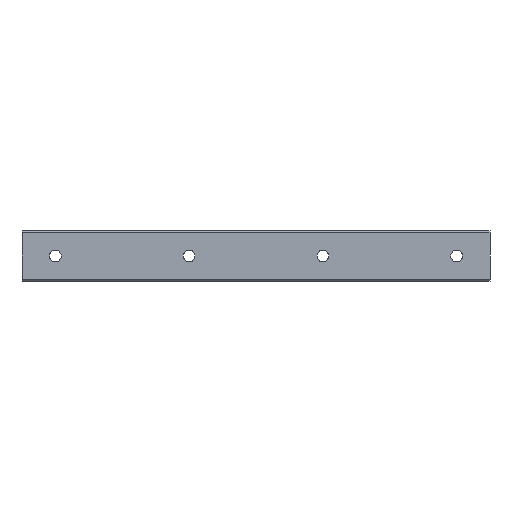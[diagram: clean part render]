
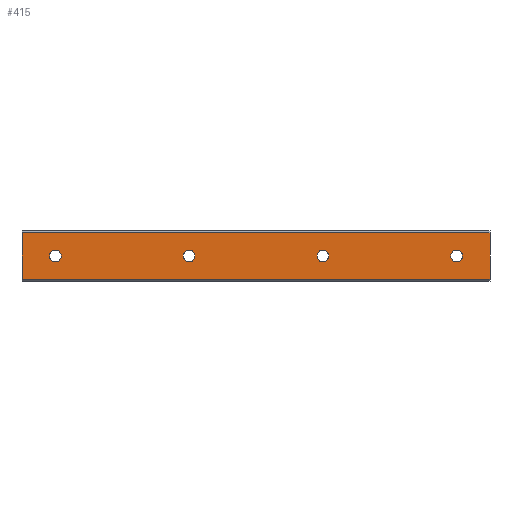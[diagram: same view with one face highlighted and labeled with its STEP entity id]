
A CAD part, front view. The second image highlights one B-rep face of the part: STEP entity #415.
In plain terms, the highlighted planar face has unit normal (0, -1, 0).
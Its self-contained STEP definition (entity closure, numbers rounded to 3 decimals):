
#18 = FACE_BOUND ( 'NONE', #319, .T. ) ;
#24 = CARTESIAN_POINT ( 'NONE',  ( 80., 0., -1.75 ) ) ;
#30 = CARTESIAN_POINT ( 'NONE',  ( 130., 0., 7. ) ) ;
#71 = VERTEX_POINT ( 'NONE', #786 ) ;
#76 = DIRECTION ( 'NONE',  ( 0., -1., 0. ) ) ;
#91 = DIRECTION ( 'NONE',  ( 0., -1., 0. ) ) ;
#110 = VERTEX_POINT ( 'NONE', #24 ) ;
#130 = FACE_OUTER_BOUND ( 'NONE', #1130, .T. ) ;
#135 = DIRECTION ( 'NONE',  ( 0., 0., 1. ) ) ;
#150 = DIRECTION ( 'NONE',  ( 0., 1., 0. ) ) ;
#151 = DIRECTION ( 'NONE',  ( 0., -1., 0. ) ) ;
#153 = DIRECTION ( 'NONE',  ( 0., 0., 1. ) ) ;
#173 = VERTEX_POINT ( 'NONE', #680 ) ;
#174 = DIRECTION ( 'NONE',  ( 0., 0., 1. ) ) ;
#185 = CARTESIAN_POINT ( 'NONE',  ( 0., 0., 0. ) ) ;
#189 = EDGE_LOOP ( 'NONE', ( #217, #475 ) ) ;
#195 = DIRECTION ( 'NONE',  ( 0., -1., 0. ) ) ;
#203 = CARTESIAN_POINT ( 'NONE',  ( 80., 0., 0. ) ) ;
#204 = VERTEX_POINT ( 'NONE', #596 ) ;
#207 = ORIENTED_EDGE ( 'NONE', *, *, #317, .F. ) ;
#217 = ORIENTED_EDGE ( 'NONE', *, *, #416, .F. ) ;
#228 = EDGE_CURVE ( 'NONE', #110, #1247, #965, .T. ) ;
#246 = DIRECTION ( 'NONE',  ( 0., -1., 0. ) ) ;
#269 = CARTESIAN_POINT ( 'NONE',  ( 120., 0., -1.75 ) ) ;
#281 = AXIS2_PLACEMENT_3D ( 'NONE', #409, #76, #174 ) ;
#288 = AXIS2_PLACEMENT_3D ( 'NONE', #203, #91, #1096 ) ;
#304 = AXIS2_PLACEMENT_3D ( 'NONE', #30, #150, #595 ) ;
#312 = ORIENTED_EDGE ( 'NONE', *, *, #990, .F. ) ;
#317 = EDGE_CURVE ( 'NONE', #1247, #110, #469, .T. ) ;
#319 = EDGE_LOOP ( 'NONE', ( #207, #613 ) ) ;
#333 = ORIENTED_EDGE ( 'NONE', *, *, #1361, .F. ) ;
#345 = FACE_BOUND ( 'NONE', #189, .T. ) ;
#376 = VECTOR ( 'NONE', #405, 1000. ) ;
#405 = DIRECTION ( 'NONE',  ( 0., 0., -1. ) ) ;
#409 = CARTESIAN_POINT ( 'NONE',  ( 40., 0., 0. ) ) ;
#415 = ADVANCED_FACE ( 'NONE', ( #130, #345, #1012, #18, #684 ), #821, .F. ) ;
#416 = EDGE_CURVE ( 'NONE', #173, #71, #607, .T. ) ;
#424 = ORIENTED_EDGE ( 'NONE', *, *, #547, .F. ) ;
#428 = AXIS2_PLACEMENT_3D ( 'NONE', #1153, #151, #1046 ) ;
#435 = EDGE_LOOP ( 'NONE', ( #552, #505 ) ) ;
#456 = CARTESIAN_POINT ( 'NONE',  ( 130., 0., -7. ) ) ;
#468 = VERTEX_POINT ( 'NONE', #269 ) ;
#469 = CIRCLE ( 'NONE', #288, 1.75 ) ;
#475 = ORIENTED_EDGE ( 'NONE', *, *, #1405, .F. ) ;
#499 = DIRECTION ( 'NONE',  ( 0., -1., 0. ) ) ;
#502 = DIRECTION ( 'NONE',  ( -1., 0., 0. ) ) ;
#505 = ORIENTED_EDGE ( 'NONE', *, *, #1258, .F. ) ;
#517 = CIRCLE ( 'NONE', #816, 1.75 ) ;
#547 = EDGE_CURVE ( 'NONE', #204, #1055, #1255, .T. ) ;
#552 = ORIENTED_EDGE ( 'NONE', *, *, #877, .F. ) ;
#581 = AXIS2_PLACEMENT_3D ( 'NONE', #1269, #499, #153 ) ;
#584 = VERTEX_POINT ( 'NONE', #730 ) ;
#593 = CARTESIAN_POINT ( 'NONE',  ( -10., 0., 7. ) ) ;
#595 = DIRECTION ( 'NONE',  ( 0., 0., 1. ) ) ;
#596 = CARTESIAN_POINT ( 'NONE',  ( 40., 0., 1.75 ) ) ;
#602 = CARTESIAN_POINT ( 'NONE',  ( 130., 0., -7. ) ) ;
#606 = DIRECTION ( 'NONE',  ( 0., 0., 1. ) ) ;
#607 = CIRCLE ( 'NONE', #983, 1.75 ) ;
#608 = VERTEX_POINT ( 'NONE', #1385 ) ;
#613 = ORIENTED_EDGE ( 'NONE', *, *, #228, .F. ) ;
#616 = LINE ( 'NONE', #1069, #1349 ) ;
#620 = EDGE_CURVE ( 'NONE', #726, #1116, #1400, .T. ) ;
#680 = CARTESIAN_POINT ( 'NONE',  ( 0., 0., 1.75 ) ) ;
#684 = FACE_BOUND ( 'NONE', #1195, .T. ) ;
#712 = CARTESIAN_POINT ( 'NONE',  ( -10., 0., -7. ) ) ;
#726 = VERTEX_POINT ( 'NONE', #456 ) ;
#728 = DIRECTION ( 'NONE',  ( 0., -1., 0. ) ) ;
#730 = CARTESIAN_POINT ( 'NONE',  ( 120., 0., 1.75 ) ) ;
#739 = ORIENTED_EDGE ( 'NONE', *, *, #1211, .F. ) ;
#766 = CIRCLE ( 'NONE', #581, 1.75 ) ;
#786 = CARTESIAN_POINT ( 'NONE',  ( 0., 0., -1.75 ) ) ;
#801 = DIRECTION ( 'NONE',  ( 1., 0., 0. ) ) ;
#816 = AXIS2_PLACEMENT_3D ( 'NONE', #1390, #195, #1418 ) ;
#821 = PLANE ( 'NONE',  #304 ) ;
#842 = CIRCLE ( 'NONE', #912, 1.75 ) ;
#848 = CARTESIAN_POINT ( 'NONE',  ( -10., 0., 7. ) ) ;
#861 = CARTESIAN_POINT ( 'NONE',  ( 40., 0., 0. ) ) ;
#877 = EDGE_CURVE ( 'NONE', #584, #468, #766, .T. ) ;
#912 = AXIS2_PLACEMENT_3D ( 'NONE', #861, #728, #1186 ) ;
#965 = CIRCLE ( 'NONE', #428, 1.75 ) ;
#968 = LINE ( 'NONE', #1388, #376 ) ;
#983 = AXIS2_PLACEMENT_3D ( 'NONE', #1356, #246, #1139 ) ;
#990 = EDGE_CURVE ( 'NONE', #608, #726, #968, .T. ) ;
#1012 = FACE_BOUND ( 'NONE', #435, .T. ) ;
#1046 = DIRECTION ( 'NONE',  ( 0., 0., 1. ) ) ;
#1047 = VERTEX_POINT ( 'NONE', #848 ) ;
#1055 = VERTEX_POINT ( 'NONE', #1203 ) ;
#1069 = CARTESIAN_POINT ( 'NONE',  ( 130., 0., 7. ) ) ;
#1096 = DIRECTION ( 'NONE',  ( 0., 0., 1. ) ) ;
#1116 = VERTEX_POINT ( 'NONE', #712 ) ;
#1130 = EDGE_LOOP ( 'NONE', ( #1399, #312, #1322, #739 ) ) ;
#1139 = DIRECTION ( 'NONE',  ( 0., 0., 1. ) ) ;
#1146 = LINE ( 'NONE', #593, #1259 ) ;
#1153 = CARTESIAN_POINT ( 'NONE',  ( 80., 0., 0. ) ) ;
#1186 = DIRECTION ( 'NONE',  ( 0., 0., 1. ) ) ;
#1195 = EDGE_LOOP ( 'NONE', ( #424, #333 ) ) ;
#1196 = EDGE_CURVE ( 'NONE', #1047, #608, #616, .T. ) ;
#1200 = AXIS2_PLACEMENT_3D ( 'NONE', #185, #1238, #135 ) ;
#1203 = CARTESIAN_POINT ( 'NONE',  ( 40., 0., -1.75 ) ) ;
#1211 = EDGE_CURVE ( 'NONE', #1116, #1047, #1146, .T. ) ;
#1238 = DIRECTION ( 'NONE',  ( 0., -1., 0. ) ) ;
#1247 = VERTEX_POINT ( 'NONE', #1302 ) ;
#1255 = CIRCLE ( 'NONE', #281, 1.75 ) ;
#1258 = EDGE_CURVE ( 'NONE', #468, #584, #517, .T. ) ;
#1259 = VECTOR ( 'NONE', #606, 1000. ) ;
#1269 = CARTESIAN_POINT ( 'NONE',  ( 120., 0., 0. ) ) ;
#1302 = CARTESIAN_POINT ( 'NONE',  ( 80., 0., 1.75 ) ) ;
#1322 = ORIENTED_EDGE ( 'NONE', *, *, #1196, .F. ) ;
#1328 = CIRCLE ( 'NONE', #1200, 1.75 ) ;
#1349 = VECTOR ( 'NONE', #801, 1000. ) ;
#1356 = CARTESIAN_POINT ( 'NONE',  ( 0., 0., 0. ) ) ;
#1361 = EDGE_CURVE ( 'NONE', #1055, #204, #842, .T. ) ;
#1385 = CARTESIAN_POINT ( 'NONE',  ( 130., 0., 7. ) ) ;
#1388 = CARTESIAN_POINT ( 'NONE',  ( 130., 0., 7. ) ) ;
#1390 = CARTESIAN_POINT ( 'NONE',  ( 120., 0., 0. ) ) ;
#1393 = VECTOR ( 'NONE', #502, 1000. ) ;
#1399 = ORIENTED_EDGE ( 'NONE', *, *, #620, .F. ) ;
#1400 = LINE ( 'NONE', #602, #1393 ) ;
#1405 = EDGE_CURVE ( 'NONE', #71, #173, #1328, .T. ) ;
#1418 = DIRECTION ( 'NONE',  ( 0., 0., 1. ) ) ;
